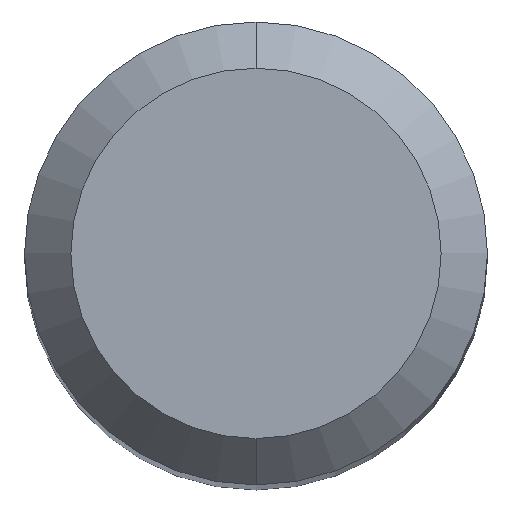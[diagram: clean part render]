
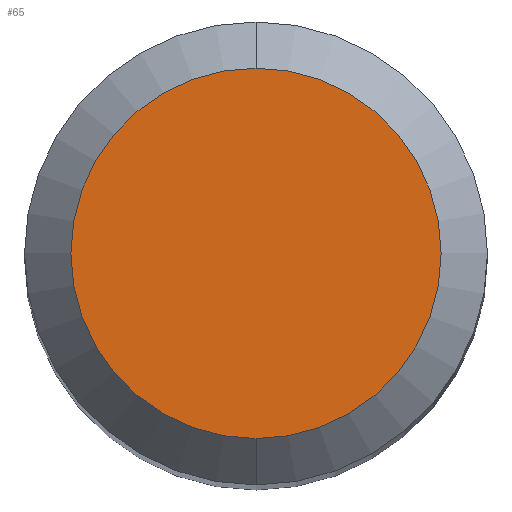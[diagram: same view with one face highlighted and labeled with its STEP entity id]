
A CAD part, top view. The second image highlights one B-rep face of the part: STEP entity #65.
In plain terms, the highlighted planar face has unit normal (0, 0, 1).
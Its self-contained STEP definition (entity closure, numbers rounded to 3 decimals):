
#51=PLANE('',#373);
#65=ADVANCED_FACE('',(#84),#51,.F.);
#84=FACE_OUTER_BOUND('',#99,.T.);
#99=EDGE_LOOP('',(#160,#161));
#112=CIRCLE('',#369,3.2);
#113=CIRCLE('',#371,3.2);
#160=ORIENTED_EDGE('',*,*,#200,.F.);
#161=ORIENTED_EDGE('',*,*,#198,.F.);
#175=VERTEX_POINT('',#540);
#176=VERTEX_POINT('',#542);
#198=EDGE_CURVE('',#175,#176,#112,.T.);
#200=EDGE_CURVE('',#176,#175,#113,.T.);
#369=AXIS2_PLACEMENT_3D('',#541,#461,#462);
#371=AXIS2_PLACEMENT_3D('',#545,#466,#467);
#373=AXIS2_PLACEMENT_3D('',#547,#470,#471);
#461=DIRECTION('',(0.,0.,-1.));
#462=DIRECTION('',(0.,-1.,0.));
#466=DIRECTION('',(0.,0.,-1.));
#467=DIRECTION('',(0.,1.,0.));
#470=DIRECTION('',(0.,0.,-1.));
#471=DIRECTION('',(0.,1.,0.));
#540=CARTESIAN_POINT('',(0.,-3.2,89.228));
#541=CARTESIAN_POINT('',(0.,0.,89.228));
#542=CARTESIAN_POINT('',(0.,3.2,89.228));
#545=CARTESIAN_POINT('',(0.,0.,89.228));
#547=CARTESIAN_POINT('',(0.,0.,89.228));
